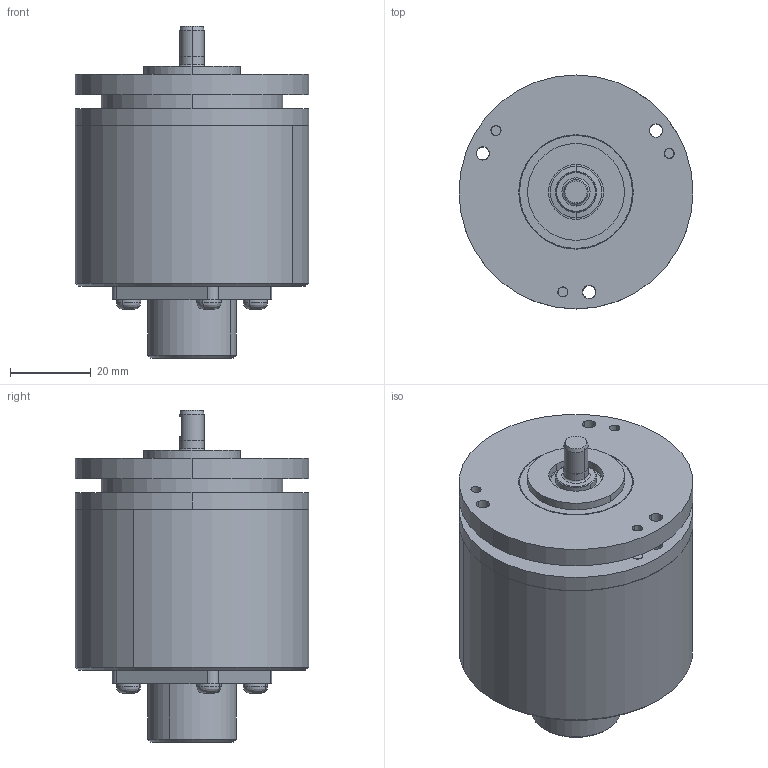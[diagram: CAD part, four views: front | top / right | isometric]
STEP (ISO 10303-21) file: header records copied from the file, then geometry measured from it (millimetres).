
FILE_DESCRIPTION((''),'2;1');
FILE_NAME('530051','2010-11-10T',('se2802'),(''),'PRO/ENGINEER BY PARAMETRIC TECHNOLOGY CORPORATION, 2010180','PRO/ENGINEER BY PARAMETRIC TECHNOLOGY CORPORATION, 2010180','');
FILE_SCHEMA(('CONFIG_CONTROL_DESIGN'));
Length unit declared in the file: millimetre
Products named in the file (1): 530051
Bounding box: 58 x 58 x 82.3 mm (x, y, z)
Volume: 90074.4 mm3; surface area: 42519 mm2
Topology: 2 solids, 4 shells, 1410 faces, 3879 edges, 2533 vertices
Faces by surface type: plane 524, cylinder 432, extrusion 324, cone 58, torus 58, bspline 8, sphere 6
Entity records: 49995 total; most frequent: CARTESIAN_POINT 14514, ORIENTED_EDGE 7754, DIRECTION 6757, EDGE_CURVE 3877, VERTEX_POINT 2533, AXIS2_PLACEMENT_3D 2354, VECTOR 2049, LINE 1725
